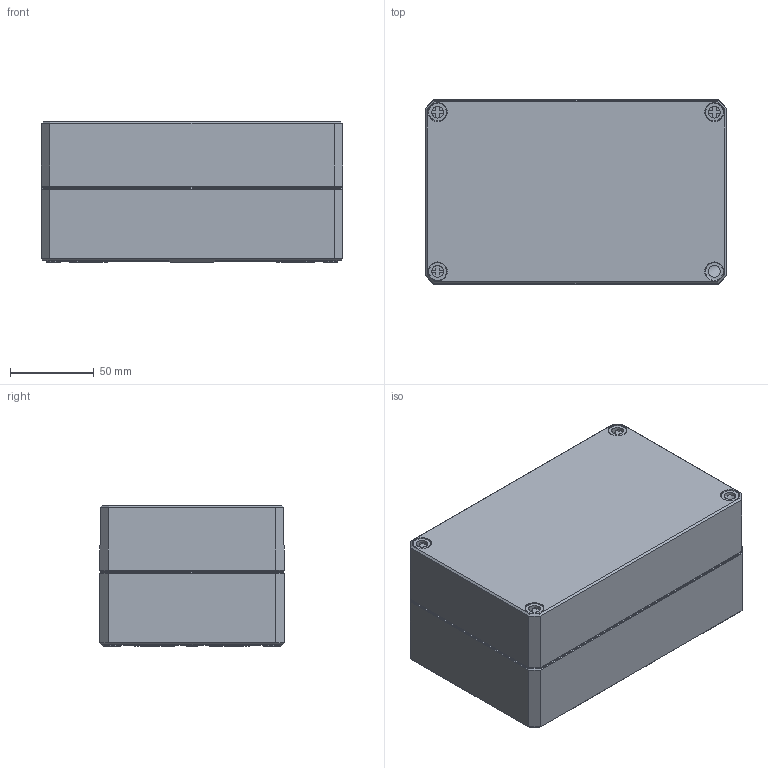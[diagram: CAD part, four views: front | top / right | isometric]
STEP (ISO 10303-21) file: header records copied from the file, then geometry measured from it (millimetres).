
FILE_DESCRIPTION(/* description */ (''),/* implementation_level */ '2;1');
FILE_NAME(/* name */ '0901108180 MBI 181108 O.stp',/* time_stamp */ '2021-03-04T11:50:57+01:00',/* author */ ('alexander.rose'),/* organization */ (''),/* preprocessor_version */ 'ST-DEVELOPER v17.2',/* originating_system */ 'Autodesk Inventor 2019',/* authorisation */ '');
FILE_SCHEMA (('AUTOMOTIVE_DESIGN { 1 0 10303 214 3 1 1 }','AP242_MANAGED_MODEL_BASED_3D_ENGINEERING_MIM_LF { 1 0 10303 442 1 1 4 }'));
Products named in the file (5): 0901108180 MBI 181108 O; -UT_181145 - O; Dichtung_1811xx; -OT_181139; Schraube _ M10 x 58 _ MBTK -
Assembly tree (7 placements, depth 2):
  0901108180 MBI 181108 O
    -UT_181145 - O
    Dichtung_1811xx
    -OT_181139
    Schraube _ M10 x 58 _ MBTK -  x4
Bounding box: 180 x 110 x 83.8 mm (x, y, z)
Volume: 310833.9 mm3; surface area: 198646.1 mm2
Topology: 7 solids, 7 shells, 2506 faces, 6325 edges, 4010 vertices
Faces by surface type: plane 1122, bspline 512, cylinder 380, torus 292, cone 184, sphere 16
Full cylindrical faces by diameter (mm): 4.5 x4, 5 x4, 5.8 x8, 6 x2, 7 x4, 8.376 x4, 10.5 x4
Entity records: 71812 total; most frequent: CARTESIAN_POINT 20588, ORIENTED_EDGE 11160, DIRECTION 9672, EDGE_CURVE 5580, VERTEX_POINT 3521, AXIS2_PLACEMENT_3D 3385, LINE 2902, VECTOR 2902
